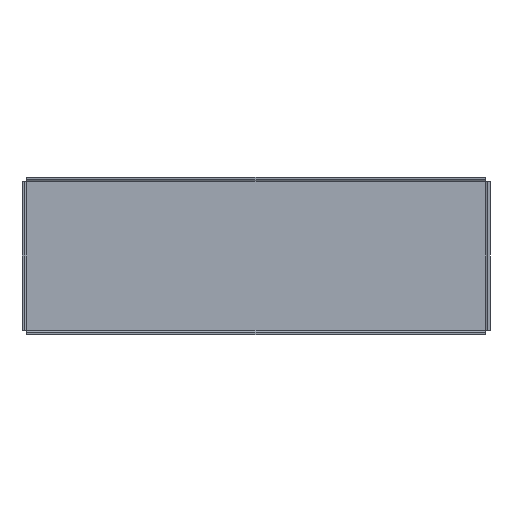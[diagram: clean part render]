
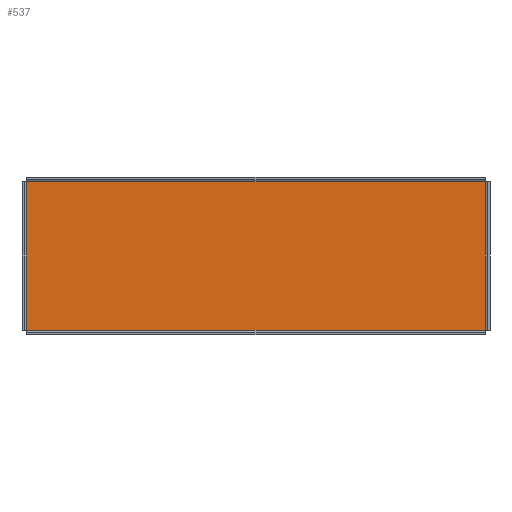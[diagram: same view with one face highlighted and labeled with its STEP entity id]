
A CAD part, front view. The second image highlights one B-rep face of the part: STEP entity #537.
In plain terms, the highlighted planar face has unit normal (0, -1, 0).
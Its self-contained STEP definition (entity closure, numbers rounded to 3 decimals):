
#27=FACE_OUTER_BOUND('',#65,.T.);
#65=EDGE_LOOP('',(#367,#368,#369,#370));
#117=LINE('',#827,#177);
#123=LINE('',#842,#183);
#124=LINE('',#844,#184);
#125=LINE('',#845,#185);
#177=VECTOR('',#657,10.);
#183=VECTOR('',#673,10.);
#184=VECTOR('',#674,10.);
#185=VECTOR('',#675,10.);
#236=VERTEX_POINT('',#818);
#239=VERTEX_POINT('',#826);
#243=VERTEX_POINT('',#841);
#244=VERTEX_POINT('',#843);
#279=EDGE_CURVE('',#239,#236,#117,.T.);
#287=EDGE_CURVE('',#236,#243,#123,.T.);
#288=EDGE_CURVE('',#243,#244,#124,.T.);
#289=EDGE_CURVE('',#244,#239,#125,.T.);
#367=ORIENTED_EDGE('',*,*,#279,.T.);
#368=ORIENTED_EDGE('',*,*,#287,.T.);
#369=ORIENTED_EDGE('',*,*,#288,.T.);
#370=ORIENTED_EDGE('',*,*,#289,.T.);
#505=PLANE('',#599);
#537=ADVANCED_FACE('',(#27),#505,.F.);
#599=AXIS2_PLACEMENT_3D('',#840,#671,#672);
#657=DIRECTION('',(0.,0.,-1.));
#671=DIRECTION('center_axis',(0.,1.,0.));
#672=DIRECTION('ref_axis',(0.,0.,1.));
#673=DIRECTION('',(1.,0.,0.));
#674=DIRECTION('',(0.,0.,1.));
#675=DIRECTION('',(-1.,0.,0.));
#818=CARTESIAN_POINT('',(-14.775,3.,-4.775));
#826=CARTESIAN_POINT('',(-14.775,3.,4.775));
#827=CARTESIAN_POINT('',(-14.775,3.,2.388));
#840=CARTESIAN_POINT('Origin',(0.,3.,0.));
#841=CARTESIAN_POINT('',(14.775,3.,-4.775));
#842=CARTESIAN_POINT('',(-7.388,3.,-4.775));
#843=CARTESIAN_POINT('',(14.775,3.,4.775));
#844=CARTESIAN_POINT('',(14.775,3.,-2.388));
#845=CARTESIAN_POINT('',(-7.388,3.,4.775));
